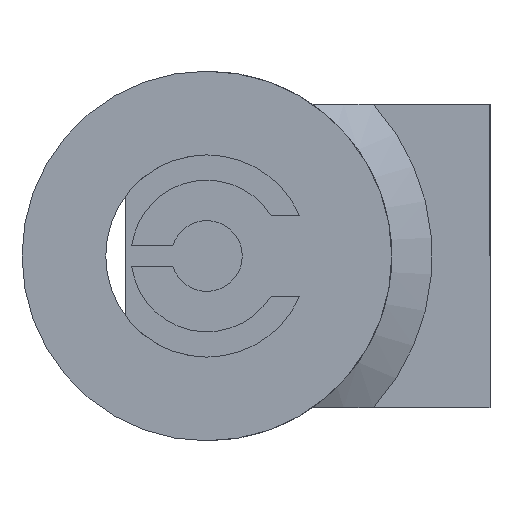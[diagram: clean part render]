
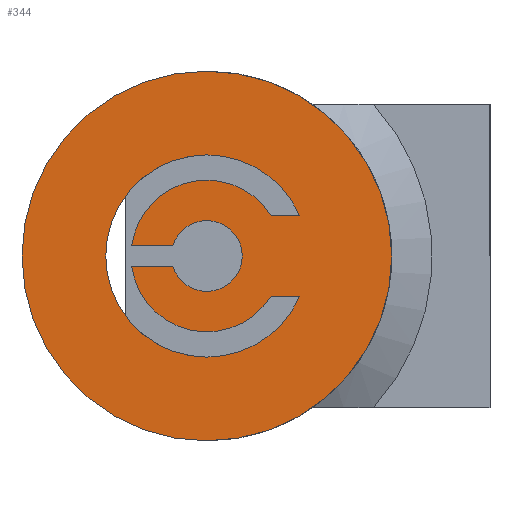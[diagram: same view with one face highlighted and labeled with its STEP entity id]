
A CAD part, left-side view. The second image highlights one B-rep face of the part: STEP entity #344.
In plain terms, the highlighted planar face has unit normal (-1, 0, 0).
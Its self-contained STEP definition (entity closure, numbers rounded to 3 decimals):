
#1 = ORIENTED_EDGE ( 'NONE', *, *, #459, .T. ) ;
#3 = VERTEX_POINT ( 'NONE', #776 ) ;
#5 = ORIENTED_EDGE ( 'NONE', *, *, #525, .F. ) ;
#9 = VECTOR ( 'NONE', #166, 1000. ) ;
#15 = VECTOR ( 'NONE', #314, 1000. ) ;
#18 = EDGE_CURVE ( 'NONE', #371, #792, #637, .T. ) ;
#28 = LINE ( 'NONE', #522, #490 ) ;
#33 = DIRECTION ( 'NONE',  ( 1., 0., 0. ) ) ;
#40 = DIRECTION ( 'NONE',  ( 0., 0., -1. ) ) ;
#47 = DIRECTION ( 'NONE',  ( 1., 0., 0. ) ) ;
#49 = DIRECTION ( 'NONE',  ( 0., 0., -1. ) ) ;
#53 = ORIENTED_EDGE ( 'NONE', *, *, #265, .T. ) ;
#54 = CARTESIAN_POINT ( 'NONE',  ( 0., 5.414, -1. ) ) ;
#57 = VERTEX_POINT ( 'NONE', #543 ) ;
#73 = EDGE_LOOP ( 'NONE', ( #5, #172 ) ) ;
#85 = VERTEX_POINT ( 'NONE', #404 ) ;
#86 = DIRECTION ( 'NONE',  ( 1., 0., 0. ) ) ;
#93 = CIRCLE ( 'NONE', #641, 0.875 ) ;
#111 = DIRECTION ( 'NONE',  ( 0., 0., -1. ) ) ;
#158 = CARTESIAN_POINT ( 'NONE',  ( 0., 7., 0. ) ) ;
#164 = DIRECTION ( 'NONE',  ( 1., 0., 0. ) ) ;
#166 = DIRECTION ( 'NONE',  ( 0., 1., 0. ) ) ;
#172 = ORIENTED_EDGE ( 'NONE', *, *, #331, .F. ) ;
#173 = CARTESIAN_POINT ( 'NONE',  ( 0., 7., -2.5 ) ) ;
#181 = VERTEX_POINT ( 'NONE', #54 ) ;
#183 = CARTESIAN_POINT ( 'NONE',  ( 0., 7., 0. ) ) ;
#187 = AXIS2_PLACEMENT_3D ( 'NONE', #730, #803, #810 ) ;
#191 = DIRECTION ( 'NONE',  ( 1., 0., 0. ) ) ;
#206 = ORIENTED_EDGE ( 'NONE', *, *, #881, .T. ) ;
#218 = ORIENTED_EDGE ( 'NONE', *, *, #740, .T. ) ;
#223 = VERTEX_POINT ( 'NONE', #360 ) ;
#232 = ORIENTED_EDGE ( 'NONE', *, *, #447, .F. ) ;
#233 = FACE_BOUND ( 'NONE', #332, .T. ) ;
#255 = CARTESIAN_POINT ( 'NONE',  ( 0., 7., 0.875 ) ) ;
#261 = CIRCLE ( 'NONE', #187, 2.5 ) ;
#263 = CARTESIAN_POINT ( 'NONE',  ( 0., 7., 0. ) ) ;
#265 = EDGE_CURVE ( 'NONE', #435, #423, #405, .T. ) ;
#275 = DIRECTION ( 'NONE',  ( 0., 0., -1. ) ) ;
#295 = DIRECTION ( 'NONE',  ( 1., 0., 0. ) ) ;
#314 = DIRECTION ( 'NONE',  ( 0., 1., 0. ) ) ;
#324 = LINE ( 'NONE', #687, #15 ) ;
#331 = EDGE_CURVE ( 'NONE', #85, #369, #610, .T. ) ;
#332 = EDGE_LOOP ( 'NONE', ( #947, #674, #206, #853, #932, #745, #218, #53, #441, #589, #1, #232, #560 ) ) ;
#344 = ADVANCED_FACE ( 'NONE', ( #812, #233 ), #516, .F. ) ;
#360 = CARTESIAN_POINT ( 'NONE',  ( 0., 8.858, -0.25 ) ) ;
#369 = VERTEX_POINT ( 'NONE', #524 ) ;
#371 = VERTEX_POINT ( 'NONE', #736 ) ;
#392 = AXIS2_PLACEMENT_3D ( 'NONE', #479, #635, #275 ) ;
#402 = CARTESIAN_POINT ( 'NONE',  ( 0., 7., 0. ) ) ;
#404 = CARTESIAN_POINT ( 'NONE',  ( 0., 7., -4.57 ) ) ;
#405 = CIRCLE ( 'NONE', #434, 2.5 ) ;
#423 = VERTEX_POINT ( 'NONE', #173 ) ;
#430 = DIRECTION ( 'NONE',  ( 0., 0., -1. ) ) ;
#433 = CARTESIAN_POINT ( 'NONE',  ( 0., 7., -0.875 ) ) ;
#434 = AXIS2_PLACEMENT_3D ( 'NONE', #595, #295, #957 ) ;
#435 = VERTEX_POINT ( 'NONE', #611 ) ;
#436 = CARTESIAN_POINT ( 'NONE',  ( 0., 0., 0. ) ) ;
#438 = CIRCLE ( 'NONE', #780, 1.875 ) ;
#441 = ORIENTED_EDGE ( 'NONE', *, *, #848, .T. ) ;
#442 = DIRECTION ( 'NONE',  ( 0., 0., -1. ) ) ;
#446 = VERTEX_POINT ( 'NONE', #917 ) ;
#447 = EDGE_CURVE ( 'NONE', #871, #956, #438, .T. ) ;
#449 = LINE ( 'NONE', #867, #928 ) ;
#459 = EDGE_CURVE ( 'NONE', #57, #956, #542, .T. ) ;
#466 = DIRECTION ( 'NONE',  ( 1., 0., 0. ) ) ;
#479 = CARTESIAN_POINT ( 'NONE',  ( 0., 7., 0. ) ) ;
#490 = VECTOR ( 'NONE', #839, 1000. ) ;
#516 = PLANE ( 'NONE',  #949 ) ;
#522 = CARTESIAN_POINT ( 'NONE',  ( 0., 0., -1. ) ) ;
#524 = CARTESIAN_POINT ( 'NONE',  ( 0., 7., 4.57 ) ) ;
#525 = EDGE_CURVE ( 'NONE', #369, #85, #743, .T. ) ;
#542 = LINE ( 'NONE', #834, #9 ) ;
#543 = CARTESIAN_POINT ( 'NONE',  ( 0., 4.709, 1. ) ) ;
#545 = DIRECTION ( 'NONE',  ( 1., 0., 0. ) ) ;
#547 = CIRCLE ( 'NONE', #571, 1.875 ) ;
#548 = CARTESIAN_POINT ( 'NONE',  ( 0., 7., 1.875 ) ) ;
#552 = AXIS2_PLACEMENT_3D ( 'NONE', #605, #86, #442 ) ;
#560 = ORIENTED_EDGE ( 'NONE', *, *, #821, .F. ) ;
#568 = AXIS2_PLACEMENT_3D ( 'NONE', #183, #925, #766 ) ;
#569 = DIRECTION ( 'NONE',  ( 0., 1., 0. ) ) ;
#571 = AXIS2_PLACEMENT_3D ( 'NONE', #700, #164, #916 ) ;
#589 = ORIENTED_EDGE ( 'NONE', *, *, #693, .T. ) ;
#595 = CARTESIAN_POINT ( 'NONE',  ( 0., 7., 0. ) ) ;
#605 = CARTESIAN_POINT ( 'NONE',  ( 0., 7., 0. ) ) ;
#610 = CIRCLE ( 'NONE', #552, 4.57 ) ;
#611 = CARTESIAN_POINT ( 'NONE',  ( 0., 4.709, -1. ) ) ;
#626 = CARTESIAN_POINT ( 'NONE',  ( 0., 7., 2.5 ) ) ;
#635 = DIRECTION ( 'NONE',  ( 1., 0., 0. ) ) ;
#637 = CIRCLE ( 'NONE', #568, 0.875 ) ;
#641 = AXIS2_PLACEMENT_3D ( 'NONE', #651, #47, #111 ) ;
#651 = CARTESIAN_POINT ( 'NONE',  ( 0., 7., 0. ) ) ;
#674 = ORIENTED_EDGE ( 'NONE', *, *, #18, .T. ) ;
#687 = CARTESIAN_POINT ( 'NONE',  ( 0., 0., 0.25 ) ) ;
#691 = CIRCLE ( 'NONE', #392, 0.875 ) ;
#693 = EDGE_CURVE ( 'NONE', #741, #57, #261, .T. ) ;
#700 = CARTESIAN_POINT ( 'NONE',  ( 0., 7., 0. ) ) ;
#701 = DIRECTION ( 'NONE',  ( 0., 0., -1. ) ) ;
#710 = VERTEX_POINT ( 'NONE', #433 ) ;
#725 = EDGE_CURVE ( 'NONE', #181, #223, #733, .T. ) ;
#730 = CARTESIAN_POINT ( 'NONE',  ( 0., 7., 0. ) ) ;
#733 = CIRCLE ( 'NONE', #854, 1.875 ) ;
#736 = CARTESIAN_POINT ( 'NONE',  ( 0., 7.839, 0.25 ) ) ;
#740 = EDGE_CURVE ( 'NONE', #181, #435, #28, .T. ) ;
#741 = VERTEX_POINT ( 'NONE', #626 ) ;
#743 = CIRCLE ( 'NONE', #911, 4.57 ) ;
#745 = ORIENTED_EDGE ( 'NONE', *, *, #725, .F. ) ;
#750 = DIRECTION ( 'NONE',  ( 1., 0., 0. ) ) ;
#752 = DIRECTION ( 'NONE',  ( 0., 0., -1. ) ) ;
#766 = DIRECTION ( 'NONE',  ( 0., 0., -1. ) ) ;
#776 = CARTESIAN_POINT ( 'NONE',  ( 0., 8.858, 0.25 ) ) ;
#780 = AXIS2_PLACEMENT_3D ( 'NONE', #837, #33, #701 ) ;
#792 = VERTEX_POINT ( 'NONE', #255 ) ;
#803 = DIRECTION ( 'NONE',  ( 1., 0., 0. ) ) ;
#807 = EDGE_CURVE ( 'NONE', #371, #3, #324, .T. ) ;
#809 = AXIS2_PLACEMENT_3D ( 'NONE', #402, #191, #40 ) ;
#810 = DIRECTION ( 'NONE',  ( 0., 0., -1. ) ) ;
#812 = FACE_OUTER_BOUND ( 'NONE', #73, .T. ) ;
#821 = EDGE_CURVE ( 'NONE', #3, #871, #547, .T. ) ;
#825 = CIRCLE ( 'NONE', #809, 2.5 ) ;
#827 = EDGE_CURVE ( 'NONE', #446, #223, #449, .T. ) ;
#834 = CARTESIAN_POINT ( 'NONE',  ( 0., 0., 1. ) ) ;
#835 = CARTESIAN_POINT ( 'NONE',  ( 0., 5.414, 1. ) ) ;
#837 = CARTESIAN_POINT ( 'NONE',  ( 0., 7., 0. ) ) ;
#839 = DIRECTION ( 'NONE',  ( 0., -1., 0. ) ) ;
#848 = EDGE_CURVE ( 'NONE', #423, #741, #825, .T. ) ;
#853 = ORIENTED_EDGE ( 'NONE', *, *, #857, .T. ) ;
#854 = AXIS2_PLACEMENT_3D ( 'NONE', #158, #466, #752 ) ;
#857 = EDGE_CURVE ( 'NONE', #710, #446, #691, .T. ) ;
#867 = CARTESIAN_POINT ( 'NONE',  ( 0., 0., -0.25 ) ) ;
#871 = VERTEX_POINT ( 'NONE', #548 ) ;
#881 = EDGE_CURVE ( 'NONE', #792, #710, #93, .T. ) ;
#911 = AXIS2_PLACEMENT_3D ( 'NONE', #263, #545, #49 ) ;
#916 = DIRECTION ( 'NONE',  ( 0., 0., -1. ) ) ;
#917 = CARTESIAN_POINT ( 'NONE',  ( 0., 7.839, -0.25 ) ) ;
#925 = DIRECTION ( 'NONE',  ( 1., 0., 0. ) ) ;
#928 = VECTOR ( 'NONE', #569, 1000. ) ;
#932 = ORIENTED_EDGE ( 'NONE', *, *, #827, .T. ) ;
#947 = ORIENTED_EDGE ( 'NONE', *, *, #807, .F. ) ;
#949 = AXIS2_PLACEMENT_3D ( 'NONE', #436, #750, #430 ) ;
#956 = VERTEX_POINT ( 'NONE', #835 ) ;
#957 = DIRECTION ( 'NONE',  ( 0., 0., -1. ) ) ;
